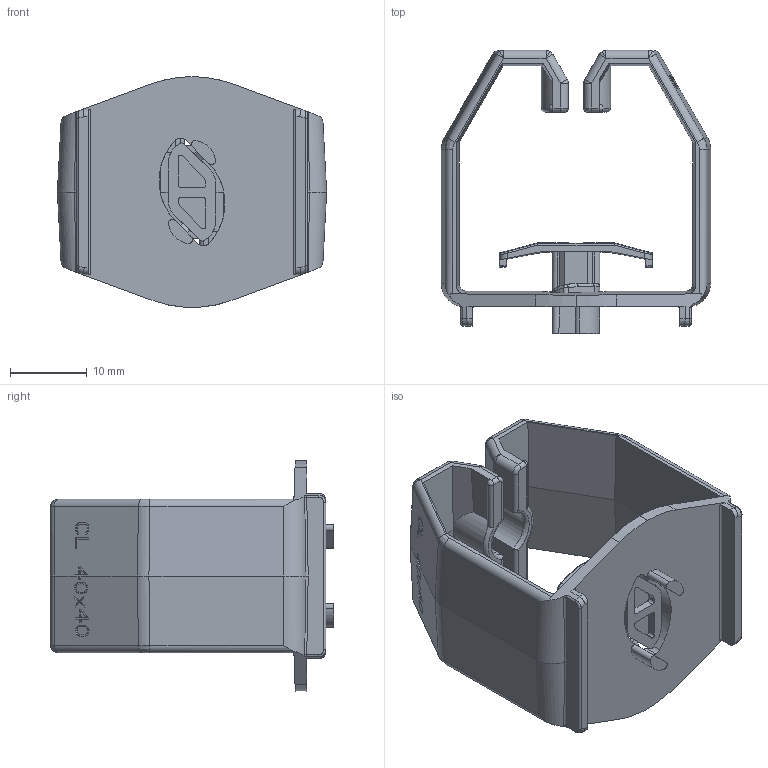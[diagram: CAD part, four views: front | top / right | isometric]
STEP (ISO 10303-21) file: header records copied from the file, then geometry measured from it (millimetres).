
FILE_DESCRIPTION (( 'STEP AP203' ), '1' );
FILE_NAME ('CL-1515.step', '2020-08-27T16:20:42', ( '' ), ( '' ), 'SwSTEP 2.0', 'SolidWorks 2019', '' );
FILE_SCHEMA (( 'CONFIG_CONTROL_DESIGN' ));
Length unit declared in the file: inch
Products named in the file (1): CL-1515
Bounding box: 35 x 36.8 x 30 mm (x, y, z)
Volume: 5196.9 mm3; surface area: 6855.3 mm2
Topology: 1 solids, 1 shells, 745 faces, 2006 edges, 1276 vertices
Faces by surface type: plane 507, cylinder 180, bspline 56, torus 2
Entity records: 26859 total; most frequent: CARTESIAN_POINT 9293, ORIENTED_EDGE 3976, DIRECTION 3029, EDGE_CURVE 1988, VECTOR 1521, LINE 1521, VERTEX_POINT 1276, EDGE_LOOP 784
